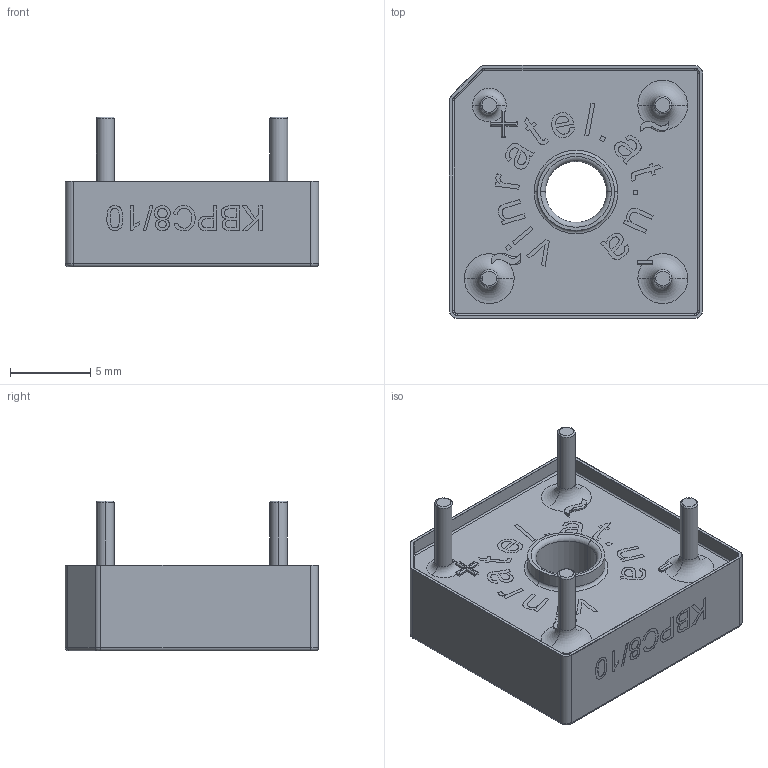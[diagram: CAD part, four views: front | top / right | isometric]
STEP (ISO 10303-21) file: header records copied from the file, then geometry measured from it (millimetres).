
FILE_DESCRIPTION (( 'STEP AP214' ), '1' );
FILE_NAME ('KBPC8_10.STEP', '2015-12-20T07:12:52', ( 'user' ), ( 'MICROSOFT' ), 'SwSTEP 2.0', 'SolidWorks 2015', '' );
FILE_SCHEMA (( 'AUTOMOTIVE_DESIGN' ));
Length unit declared in the file: millimetre
Products named in the file (1): KBPC8_10
Bounding box: 15.75 x 15.76 x 9.33 mm (x, y, z)
Volume: 1056.6 mm3; surface area: 989.4 mm2
Topology: 1 solids, 1 shells, 464 faces, 1194 edges, 771 vertices
Faces by surface type: plane 204, bspline 163, cylinder 55, torus 42
Entity records: 26443 total; most frequent: CARTESIAN_POINT 11089, ORIENTED_EDGE 2388, DIRECTION 1601, EDGE_CURVE 1194, VERTEX_POINT 771, VECTOR 683, LINE 683, EDGE_LOOP 505
